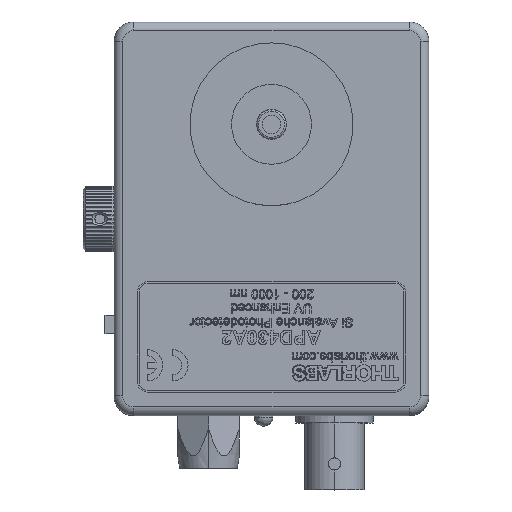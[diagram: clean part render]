
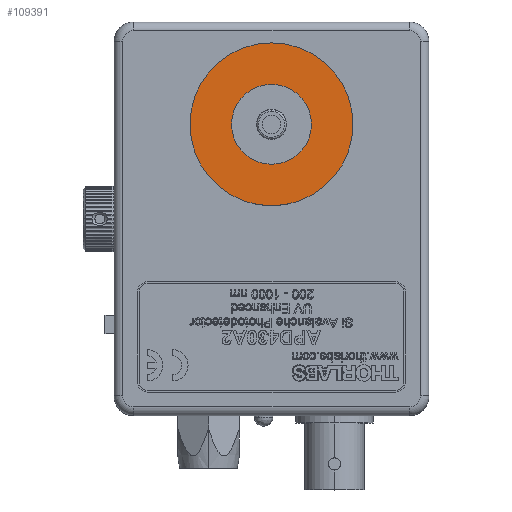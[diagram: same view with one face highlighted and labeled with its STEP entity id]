
A CAD part, top view. The second image highlights one B-rep face of the part: STEP entity #109391.
In plain terms, the highlighted planar face has unit normal (0, 0, 1).
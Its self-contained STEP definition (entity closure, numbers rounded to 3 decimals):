
#6472 = EDGE_CURVE ( 'NONE', #83810, #51733, #28241, .T. ) ;
#8341 = VERTEX_POINT ( 'NONE', #35339 ) ;
#8500 = DIRECTION ( 'NONE',  ( 1., 0., 0. ) ) ;
#8576 = ORIENTED_EDGE ( 'NONE', *, *, #55804, .F. ) ;
#9883 = AXIS2_PLACEMENT_3D ( 'NONE', #67882, #148948, #79592 ) ;
#10097 = ORIENTED_EDGE ( 'NONE', *, *, #139298, .T. ) ;
#15108 = VERTEX_POINT ( 'NONE', #82954 ) ;
#26009 = DIRECTION ( 'NONE',  ( 0., 0., 1. ) ) ;
#28241 = CIRCLE ( 'NONE', #85478, 13.144 ) ;
#35339 = CARTESIAN_POINT ( 'NONE',  ( 31.839, 46.99, 27.432 ) ) ;
#37367 = FACE_OUTER_BOUND ( 'NONE', #40239, .T. ) ;
#40239 = EDGE_LOOP ( 'NONE', ( #112832, #10097 ) ) ;
#44569 = AXIS2_PLACEMENT_3D ( 'NONE', #147401, #78026, #8500 ) ;
#48794 = PLANE ( 'NONE',  #94940 ) ;
#49637 = CIRCLE ( 'NONE', #149171, 6.439 ) ;
#51733 = VERTEX_POINT ( 'NONE', #89958 ) ;
#52978 = DIRECTION ( 'NONE',  ( 0., 0., 1. ) ) ;
#53197 = ORIENTED_EDGE ( 'NONE', *, *, #130929, .F. ) ;
#55804 = EDGE_CURVE ( 'NONE', #15108, #8341, #49637, .T. ) ;
#67882 = CARTESIAN_POINT ( 'NONE',  ( 25.4, 46.99, 27.432 ) ) ;
#68154 = FACE_BOUND ( 'NONE', #112399, .T. ) ;
#68830 = CARTESIAN_POINT ( 'NONE',  ( 25.4, 46.99, 27.432 ) ) ;
#78026 = DIRECTION ( 'NONE',  ( 0., 0., 1. ) ) ;
#79592 = DIRECTION ( 'NONE',  ( 1., 0., 0. ) ) ;
#80528 = DIRECTION ( 'NONE',  ( 1., 0., 0. ) ) ;
#82954 = CARTESIAN_POINT ( 'NONE',  ( 18.961, 46.99, 27.432 ) ) ;
#83810 = VERTEX_POINT ( 'NONE', #120550 ) ;
#85478 = AXIS2_PLACEMENT_3D ( 'NONE', #68830, #149919, #80528 ) ;
#89958 = CARTESIAN_POINT ( 'NONE',  ( 38.544, 46.99, 27.432 ) ) ;
#94940 = AXIS2_PLACEMENT_3D ( 'NONE', #95468, #26009, #107117 ) ;
#95468 = CARTESIAN_POINT ( 'NONE',  ( 25.4, 46.99, 27.432 ) ) ;
#107117 = DIRECTION ( 'NONE',  ( 1., 0., 0. ) ) ;
#109391 = ADVANCED_FACE ( 'NONE', ( #68154, #37367 ), #48794, .T. ) ;
#112399 = EDGE_LOOP ( 'NONE', ( #53197, #8576 ) ) ;
#112832 = ORIENTED_EDGE ( 'NONE', *, *, #6472, .T. ) ;
#116637 = CIRCLE ( 'NONE', #44569, 6.439 ) ;
#120550 = CARTESIAN_POINT ( 'NONE',  ( 12.256, 46.99, 27.432 ) ) ;
#122427 = CARTESIAN_POINT ( 'NONE',  ( 25.4, 46.99, 27.432 ) ) ;
#130929 = EDGE_CURVE ( 'NONE', #8341, #15108, #116637, .T. ) ;
#134107 = DIRECTION ( 'NONE',  ( 1., 0., 0. ) ) ;
#137480 = CIRCLE ( 'NONE', #9883, 13.144 ) ;
#139298 = EDGE_CURVE ( 'NONE', #51733, #83810, #137480, .T. ) ;
#147401 = CARTESIAN_POINT ( 'NONE',  ( 25.4, 46.99, 27.432 ) ) ;
#148948 = DIRECTION ( 'NONE',  ( 0., 0., 1. ) ) ;
#149171 = AXIS2_PLACEMENT_3D ( 'NONE', #122427, #52978, #134107 ) ;
#149919 = DIRECTION ( 'NONE',  ( 0., 0., 1. ) ) ;
